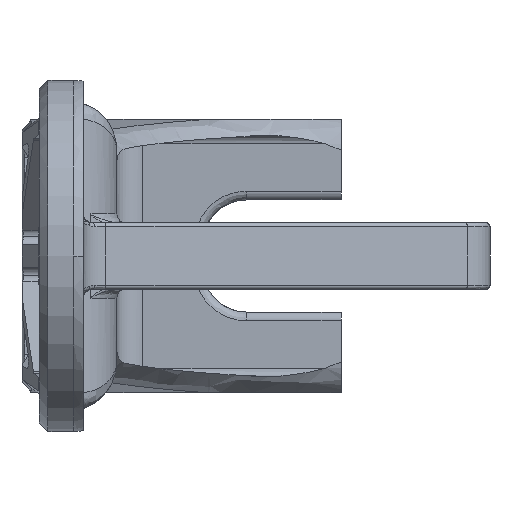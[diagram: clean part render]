
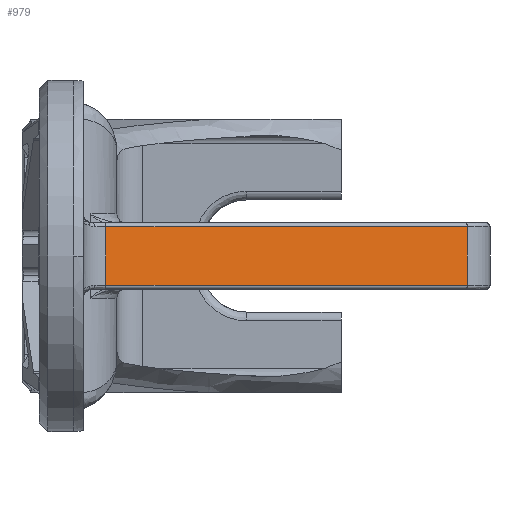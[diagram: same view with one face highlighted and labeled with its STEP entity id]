
A CAD part, left-side view. The second image highlights one B-rep face of the part: STEP entity #979.
In plain terms, the highlighted planar face has unit normal (-0.94, -0.342, 0).
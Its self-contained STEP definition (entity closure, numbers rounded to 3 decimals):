
#609 = LINE ( 'NONE', #19192, #5895 ) ;
#979 = ADVANCED_FACE ( 'NONE', ( #22596 ), #15724, .F. ) ;
#987 = DIRECTION ( 'NONE',  ( 0.94, 0.342, 0. ) ) ;
#2269 = CARTESIAN_POINT ( 'NONE',  ( -1.273, -49.618, -3.375 ) ) ;
#2454 = DIRECTION ( 'NONE',  ( 0.342, -0.94, 0. ) ) ;
#2549 = CARTESIAN_POINT ( 'NONE',  ( -1.273, -49.618, 3.875 ) ) ;
#4124 = DIRECTION ( 'NONE',  ( -0.342, 0.94, 0. ) ) ;
#4376 = VECTOR ( 'NONE', #7242, 1000. ) ;
#4545 = VERTEX_POINT ( 'NONE', #13684 ) ;
#4708 = EDGE_CURVE ( 'NONE', #21957, #18265, #17433, .T. ) ;
#5895 = VECTOR ( 'NONE', #2454, 1000. ) ;
#6847 = VECTOR ( 'NONE', #11000, 1000. ) ;
#7242 = DIRECTION ( 'NONE',  ( 0., 0., 1. ) ) ;
#7283 = CARTESIAN_POINT ( 'NONE',  ( -1.273, -49.618, 3.875 ) ) ;
#7598 = VECTOR ( 'NONE', #4124, 1000. ) ;
#11000 = DIRECTION ( 'NONE',  ( 0., 0., -1. ) ) ;
#11017 = LINE ( 'NONE', #21912, #4376 ) ;
#12307 = ORIENTED_EDGE ( 'NONE', *, *, #13439, .F. ) ;
#12310 = AXIS2_PLACEMENT_3D ( 'NONE', #7283, #987, #24697 ) ;
#12498 = ORIENTED_EDGE ( 'NONE', *, *, #18289, .F. ) ;
#12963 = VERTEX_POINT ( 'NONE', #26711 ) ;
#13439 = EDGE_CURVE ( 'NONE', #12963, #4545, #11017, .T. ) ;
#13684 = CARTESIAN_POINT ( 'NONE',  ( -16.519, -7.732, 3.375 ) ) ;
#14423 = CARTESIAN_POINT ( 'NONE',  ( -1.273, -49.618, 3.375 ) ) ;
#15724 = PLANE ( 'NONE',  #12310 ) ;
#17433 = LINE ( 'NONE', #2549, #6847 ) ;
#18265 = VERTEX_POINT ( 'NONE', #19376 ) ;
#18289 = EDGE_CURVE ( 'NONE', #4545, #21957, #609, .T. ) ;
#19192 = CARTESIAN_POINT ( 'NONE',  ( 0.074, -53.319, 3.375 ) ) ;
#19376 = CARTESIAN_POINT ( 'NONE',  ( -1.273, -49.618, -3.375 ) ) ;
#19480 = LINE ( 'NONE', #2269, #7598 ) ;
#21912 = CARTESIAN_POINT ( 'NONE',  ( -16.519, -7.732, 3.875 ) ) ;
#21957 = VERTEX_POINT ( 'NONE', #14423 ) ;
#22296 = ORIENTED_EDGE ( 'NONE', *, *, #26394, .F. ) ;
#22596 = FACE_OUTER_BOUND ( 'NONE', #25173, .T. ) ;
#22978 = ORIENTED_EDGE ( 'NONE', *, *, #4708, .F. ) ;
#24697 = DIRECTION ( 'NONE',  ( -0.342, 0.94, 0. ) ) ;
#25173 = EDGE_LOOP ( 'NONE', ( #12498, #12307, #22296, #22978 ) ) ;
#26394 = EDGE_CURVE ( 'NONE', #18265, #12963, #19480, .T. ) ;
#26711 = CARTESIAN_POINT ( 'NONE',  ( -16.519, -7.732, -3.375 ) ) ;
